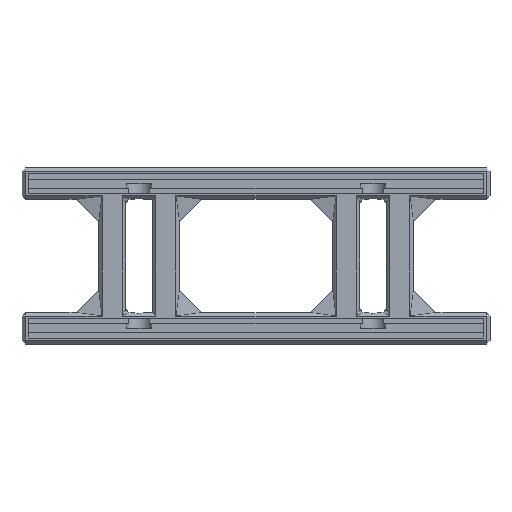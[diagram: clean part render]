
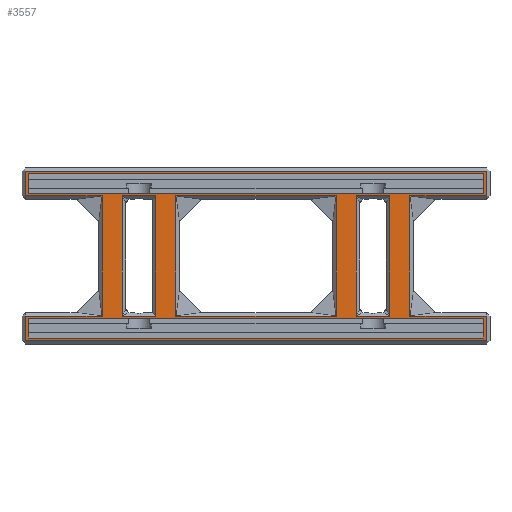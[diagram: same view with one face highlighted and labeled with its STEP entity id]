
A CAD part, top view. The second image highlights one B-rep face of the part: STEP entity #3557.
In plain terms, the highlighted planar face has unit normal (0, 0, 1).
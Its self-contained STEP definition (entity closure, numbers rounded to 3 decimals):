
#15=FACE_BOUND('',#430,.T.);
#16=FACE_BOUND('',#431,.T.);
#17=FACE_BOUND('',#432,.T.);
#18=FACE_BOUND('',#433,.T.);
#19=FACE_BOUND('',#434,.T.);
#211=FACE_OUTER_BOUND('',#429,.T.);
#429=EDGE_LOOP('',(#2659,#2660,#2661,#2662,#2663,#2664,#2665,#2666,#2667,
#2668,#2669,#2670));
#430=EDGE_LOOP('',(#2671,#2672,#2673,#2674));
#431=EDGE_LOOP('',(#2675,#2676,#2677,#2678));
#432=EDGE_LOOP('',(#2679,#2680,#2681,#2682));
#433=EDGE_LOOP('',(#2683,#2684,#2685,#2686));
#434=EDGE_LOOP('',(#2687,#2688,#2689,#2690));
#576=LINE('',#5009,#1014);
#613=LINE('',#5119,#1051);
#639=LINE('',#5188,#1077);
#654=LINE('',#5219,#1092);
#669=LINE('',#5252,#1107);
#686=LINE('',#5287,#1124);
#698=LINE('',#5308,#1136);
#706=LINE('',#5320,#1144);
#715=LINE('',#5341,#1153);
#760=LINE('',#5432,#1198);
#766=LINE('',#5443,#1204);
#767=LINE('',#5445,#1205);
#774=LINE('',#5461,#1212);
#780=LINE('',#5475,#1218);
#783=LINE('',#5479,#1221);
#788=LINE('',#5494,#1226);
#789=LINE('',#5496,#1227);
#790=LINE('',#5498,#1228);
#791=LINE('',#5500,#1229);
#792=LINE('',#5502,#1230);
#793=LINE('',#5504,#1231);
#794=LINE('',#5505,#1232);
#795=LINE('',#5507,#1233);
#796=LINE('',#5509,#1234);
#797=LINE('',#5510,#1235);
#798=LINE('',#5513,#1236);
#799=LINE('',#5515,#1237);
#800=LINE('',#5517,#1238);
#801=LINE('',#5518,#1239);
#802=LINE('',#5520,#1240);
#803=LINE('',#5522,#1241);
#804=LINE('',#5523,#1242);
#1014=VECTOR('',#3994,10.);
#1051=VECTOR('',#4101,10.);
#1077=VECTOR('',#4165,10.);
#1092=VECTOR('',#4194,10.);
#1107=VECTOR('',#4221,10.);
#1124=VECTOR('',#4250,10.);
#1136=VECTOR('',#4274,10.);
#1144=VECTOR('',#4290,10.);
#1153=VECTOR('',#4317,10.);
#1198=VECTOR('',#4396,10.);
#1204=VECTOR('',#4404,10.);
#1205=VECTOR('',#4407,10.);
#1212=VECTOR('',#4426,10.);
#1218=VECTOR('',#4438,10.);
#1221=VECTOR('',#4443,10.);
#1226=VECTOR('',#4458,10.);
#1227=VECTOR('',#4459,10.);
#1228=VECTOR('',#4460,10.);
#1229=VECTOR('',#4461,10.);
#1230=VECTOR('',#4462,10.);
#1231=VECTOR('',#4463,10.);
#1232=VECTOR('',#4464,10.);
#1233=VECTOR('',#4465,10.);
#1234=VECTOR('',#4466,10.);
#1235=VECTOR('',#4467,10.);
#1236=VECTOR('',#4468,10.);
#1237=VECTOR('',#4469,10.);
#1238=VECTOR('',#4470,10.);
#1239=VECTOR('',#4471,10.);
#1240=VECTOR('',#4472,10.);
#1241=VECTOR('',#4473,10.);
#1242=VECTOR('',#4474,10.);
#1447=VERTEX_POINT('',#4994);
#1450=VERTEX_POINT('',#5001);
#1487=VERTEX_POINT('',#5110);
#1490=VERTEX_POINT('',#5118);
#1508=VERTEX_POINT('',#5166);
#1514=VERTEX_POINT('',#5183);
#1517=VERTEX_POINT('',#5200);
#1521=VERTEX_POINT('',#5211);
#1529=VERTEX_POINT('',#5234);
#1533=VERTEX_POINT('',#5245);
#1541=VERTEX_POINT('',#5268);
#1547=VERTEX_POINT('',#5282);
#1552=VERTEX_POINT('',#5338);
#1553=VERTEX_POINT('',#5340);
#1582=VERTEX_POINT('',#5430);
#1584=VERTEX_POINT('',#5435);
#1589=VERTEX_POINT('',#5457);
#1592=VERTEX_POINT('',#5467);
#1599=VERTEX_POINT('',#5493);
#1600=VERTEX_POINT('',#5495);
#1601=VERTEX_POINT('',#5497);
#1602=VERTEX_POINT('',#5499);
#1603=VERTEX_POINT('',#5501);
#1604=VERTEX_POINT('',#5503);
#1605=VERTEX_POINT('',#5506);
#1606=VERTEX_POINT('',#5508);
#1607=VERTEX_POINT('',#5511);
#1608=VERTEX_POINT('',#5512);
#1609=VERTEX_POINT('',#5514);
#1610=VERTEX_POINT('',#5516);
#1611=VERTEX_POINT('',#5519);
#1612=VERTEX_POINT('',#5521);
#1741=EDGE_CURVE('',#1447,#1450,#576,.T.);
#1796=EDGE_CURVE('',#1490,#1487,#613,.T.);
#1831=EDGE_CURVE('',#1508,#1514,#639,.T.);
#1846=EDGE_CURVE('',#1521,#1517,#654,.T.);
#1861=EDGE_CURVE('',#1533,#1529,#669,.T.);
#1878=EDGE_CURVE('',#1547,#1541,#686,.T.);
#1890=EDGE_CURVE('',#1541,#1533,#698,.T.);
#1898=EDGE_CURVE('',#1529,#1521,#706,.T.);
#1907=EDGE_CURVE('',#1553,#1552,#715,.T.);
#1952=EDGE_CURVE('',#1552,#1582,#760,.T.);
#1958=EDGE_CURVE('',#1584,#1553,#766,.T.);
#1959=EDGE_CURVE('',#1584,#1582,#767,.T.);
#1966=EDGE_CURVE('',#1589,#1447,#774,.T.);
#1973=EDGE_CURVE('',#1589,#1592,#780,.T.);
#1976=EDGE_CURVE('',#1592,#1450,#783,.T.);
#1983=EDGE_CURVE('',#1517,#1599,#788,.T.);
#1984=EDGE_CURVE('',#1600,#1599,#789,.T.);
#1985=EDGE_CURVE('',#1601,#1600,#790,.T.);
#1986=EDGE_CURVE('',#1602,#1601,#791,.T.);
#1987=EDGE_CURVE('',#1603,#1602,#792,.T.);
#1988=EDGE_CURVE('',#1604,#1603,#793,.T.);
#1989=EDGE_CURVE('',#1547,#1604,#794,.T.);
#1990=EDGE_CURVE('',#1508,#1605,#795,.T.);
#1991=EDGE_CURVE('',#1514,#1606,#796,.T.);
#1992=EDGE_CURVE('',#1605,#1606,#797,.T.);
#1993=EDGE_CURVE('',#1607,#1608,#798,.T.);
#1994=EDGE_CURVE('',#1609,#1607,#799,.T.);
#1995=EDGE_CURVE('',#1609,#1610,#800,.T.);
#1996=EDGE_CURVE('',#1608,#1610,#801,.T.);
#1997=EDGE_CURVE('',#1611,#1490,#802,.T.);
#1998=EDGE_CURVE('',#1612,#1487,#803,.T.);
#1999=EDGE_CURVE('',#1611,#1612,#804,.T.);
#2659=ORIENTED_EDGE('',*,*,#1983,.T.);
#2660=ORIENTED_EDGE('',*,*,#1984,.F.);
#2661=ORIENTED_EDGE('',*,*,#1985,.F.);
#2662=ORIENTED_EDGE('',*,*,#1986,.F.);
#2663=ORIENTED_EDGE('',*,*,#1987,.F.);
#2664=ORIENTED_EDGE('',*,*,#1988,.F.);
#2665=ORIENTED_EDGE('',*,*,#1989,.F.);
#2666=ORIENTED_EDGE('',*,*,#1878,.T.);
#2667=ORIENTED_EDGE('',*,*,#1890,.T.);
#2668=ORIENTED_EDGE('',*,*,#1861,.T.);
#2669=ORIENTED_EDGE('',*,*,#1898,.T.);
#2670=ORIENTED_EDGE('',*,*,#1846,.T.);
#2671=ORIENTED_EDGE('',*,*,#1976,.F.);
#2672=ORIENTED_EDGE('',*,*,#1973,.F.);
#2673=ORIENTED_EDGE('',*,*,#1966,.T.);
#2674=ORIENTED_EDGE('',*,*,#1741,.T.);
#2675=ORIENTED_EDGE('',*,*,#1990,.F.);
#2676=ORIENTED_EDGE('',*,*,#1831,.T.);
#2677=ORIENTED_EDGE('',*,*,#1991,.T.);
#2678=ORIENTED_EDGE('',*,*,#1992,.F.);
#2679=ORIENTED_EDGE('',*,*,#1907,.T.);
#2680=ORIENTED_EDGE('',*,*,#1952,.T.);
#2681=ORIENTED_EDGE('',*,*,#1959,.F.);
#2682=ORIENTED_EDGE('',*,*,#1958,.T.);
#2683=ORIENTED_EDGE('',*,*,#1993,.F.);
#2684=ORIENTED_EDGE('',*,*,#1994,.F.);
#2685=ORIENTED_EDGE('',*,*,#1995,.T.);
#2686=ORIENTED_EDGE('',*,*,#1996,.F.);
#2687=ORIENTED_EDGE('',*,*,#1997,.T.);
#2688=ORIENTED_EDGE('',*,*,#1796,.T.);
#2689=ORIENTED_EDGE('',*,*,#1998,.F.);
#2690=ORIENTED_EDGE('',*,*,#1999,.F.);
#3347=PLANE('',#3820);
#3557=ADVANCED_FACE('',(#211,#15,#16,#17,#18,#19),#3347,.T.);
#3820=AXIS2_PLACEMENT_3D('',#5492,#4456,#4457);
#3994=DIRECTION('',(-1.,0.,0.));
#4101=DIRECTION('',(-1.,0.,0.));
#4165=DIRECTION('',(-1.,0.,0.));
#4194=DIRECTION('',(-1.,0.,0.));
#4221=DIRECTION('',(1.,0.,0.));
#4250=DIRECTION('',(-1.,0.,0.));
#4274=DIRECTION('',(0.,-1.,0.));
#4290=DIRECTION('',(0.,1.,0.));
#4317=DIRECTION('',(1.,0.,0.));
#4396=DIRECTION('',(0.,-1.,0.));
#4404=DIRECTION('',(0.,1.,0.));
#4407=DIRECTION('',(1.,0.,0.));
#4426=DIRECTION('',(0.,-1.,0.));
#4438=DIRECTION('',(-1.,0.,0.));
#4443=DIRECTION('',(0.,-1.,0.));
#4456=DIRECTION('center_axis',(0.,0.,1.));
#4457=DIRECTION('ref_axis',(0.,-1.,0.));
#4458=DIRECTION('',(0.,1.,0.));
#4459=DIRECTION('',(-1.,0.,0.));
#4460=DIRECTION('',(0.,-1.,0.));
#4461=DIRECTION('',(1.,0.,0.));
#4462=DIRECTION('',(0.,1.,0.));
#4463=DIRECTION('',(-1.,0.,0.));
#4464=DIRECTION('',(0.,1.,0.));
#4465=DIRECTION('',(0.,1.,0.));
#4466=DIRECTION('',(0.,1.,0.));
#4467=DIRECTION('',(-1.,0.,0.));
#4468=DIRECTION('',(1.,0.,0.));
#4469=DIRECTION('',(0.,-1.,0.));
#4470=DIRECTION('',(1.,0.,0.));
#4471=DIRECTION('',(0.,1.,0.));
#4472=DIRECTION('',(0.,-1.,0.));
#4473=DIRECTION('',(0.,-1.,0.));
#4474=DIRECTION('',(-1.,0.,0.));
#4994=CARTESIAN_POINT('',(159.496,-58.414,1.98));
#5001=CARTESIAN_POINT('',(144.668,-58.414,1.98));
#5009=CARTESIAN_POINT('',(0.,-58.414,1.98));
#5110=CARTESIAN_POINT('',(41.504,-58.414,1.98));
#5118=CARTESIAN_POINT('',(56.332,-58.414,1.98));
#5119=CARTESIAN_POINT('',(0.,-58.414,1.98));
#5166=CARTESIAN_POINT('',(135.84,-58.414,1.98));
#5183=CARTESIAN_POINT('',(65.16,-58.414,1.98));
#5188=CARTESIAN_POINT('',(0.,-58.414,1.98));
#5200=CARTESIAN_POINT('',(168.324,-58.414,1.98));
#5211=CARTESIAN_POINT('',(202.164,-58.414,1.98));
#5219=CARTESIAN_POINT('',(0.,-58.414,1.98));
#5234=CARTESIAN_POINT('',(202.164,-69.242,1.98));
#5245=CARTESIAN_POINT('',(-1.164,-69.242,1.98));
#5252=CARTESIAN_POINT('',(0.,-69.242,1.98));
#5268=CARTESIAN_POINT('',(-1.164,-58.414,1.98));
#5282=CARTESIAN_POINT('',(32.676,-58.414,1.98));
#5287=CARTESIAN_POINT('',(0.,-58.414,1.98));
#5308=CARTESIAN_POINT('',(-1.164,-67.285,1.98));
#5320=CARTESIAN_POINT('',(202.164,-67.285,1.98));
#5338=CARTESIAN_POINT('',(201.,-59.578,1.98));
#5340=CARTESIAN_POINT('',(0.,-59.578,1.98));
#5341=CARTESIAN_POINT('',(0.,-59.578,1.98));
#5430=CARTESIAN_POINT('',(201.,-68.078,1.98));
#5432=CARTESIAN_POINT('',(201.,-56.914,1.98));
#5435=CARTESIAN_POINT('',(0.,-68.078,1.98));
#5443=CARTESIAN_POINT('',(0.,-70.742,1.98));
#5445=CARTESIAN_POINT('',(0.,-68.078,1.98));
#5457=CARTESIAN_POINT('',(159.496,-5.414,1.98));
#5461=CARTESIAN_POINT('',(159.496,-63.828,1.98));
#5467=CARTESIAN_POINT('',(144.668,-5.414,1.98));
#5475=CARTESIAN_POINT('',(0.,-5.414,1.98));
#5479=CARTESIAN_POINT('',(144.668,0.,1.98));
#5492=CARTESIAN_POINT('Origin',(0.,6.914,1.98));
#5493=CARTESIAN_POINT('',(168.324,-5.414,1.98));
#5494=CARTESIAN_POINT('',(168.324,-63.828,1.98));
#5495=CARTESIAN_POINT('',(202.164,-5.414,1.98));
#5496=CARTESIAN_POINT('',(0.,-5.414,1.98));
#5497=CARTESIAN_POINT('',(202.164,5.414,1.98));
#5498=CARTESIAN_POINT('',(202.164,3.457,1.98));
#5499=CARTESIAN_POINT('',(-1.164,5.414,1.98));
#5500=CARTESIAN_POINT('',(0.,5.414,1.98));
#5501=CARTESIAN_POINT('',(-1.164,-5.414,1.98));
#5502=CARTESIAN_POINT('',(-1.164,3.457,1.98));
#5503=CARTESIAN_POINT('',(32.676,-5.414,1.98));
#5504=CARTESIAN_POINT('',(0.,-5.414,1.98));
#5505=CARTESIAN_POINT('',(32.676,0.,1.98));
#5506=CARTESIAN_POINT('',(135.84,-5.414,1.98));
#5507=CARTESIAN_POINT('',(135.84,0.,1.98));
#5508=CARTESIAN_POINT('',(65.16,-5.414,1.98));
#5509=CARTESIAN_POINT('',(65.16,-63.828,1.98));
#5510=CARTESIAN_POINT('',(0.,-5.414,1.98));
#5511=CARTESIAN_POINT('',(0.,-4.25,1.98));
#5512=CARTESIAN_POINT('',(201.,-4.25,1.98));
#5513=CARTESIAN_POINT('',(0.,-4.25,1.98));
#5514=CARTESIAN_POINT('',(0.,4.25,1.98));
#5515=CARTESIAN_POINT('',(0.,6.914,1.98));
#5516=CARTESIAN_POINT('',(201.,4.25,1.98));
#5517=CARTESIAN_POINT('',(0.,4.25,1.98));
#5518=CARTESIAN_POINT('',(201.,-6.914,1.98));
#5519=CARTESIAN_POINT('',(56.332,-5.414,1.98));
#5520=CARTESIAN_POINT('',(56.332,-63.828,1.98));
#5521=CARTESIAN_POINT('',(41.504,-5.414,1.98));
#5522=CARTESIAN_POINT('',(41.504,0.,1.98));
#5523=CARTESIAN_POINT('',(0.,-5.414,1.98));
